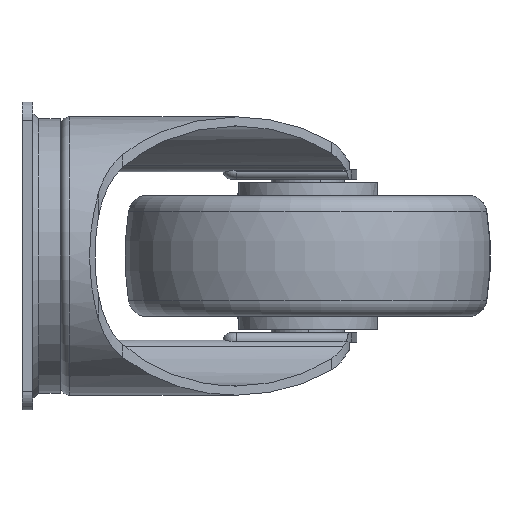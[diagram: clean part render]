
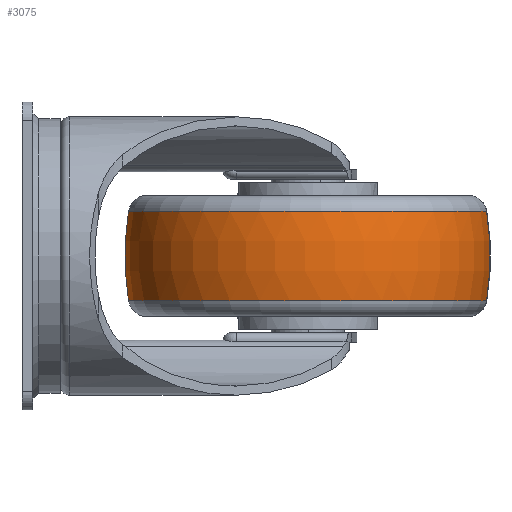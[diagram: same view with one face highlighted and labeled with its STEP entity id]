
A CAD part, left-side view. The second image highlights one B-rep face of the part: STEP entity #3075.
In plain terms, the highlighted toroidal (fillet/blend) face has major radius 30 mm and minor radius 80 mm.
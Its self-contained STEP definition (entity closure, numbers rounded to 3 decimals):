
#67 = VERTEX_POINT ( 'NONE', #1203 ) ;
#853 = AXIS2_PLACEMENT_3D ( 'NONE', #2055, #7102, #9372 ) ;
#1203 = CARTESIAN_POINT ( 'NONE',  ( 35.71, -126.821, 12.255 ) ) ;
#1533 = ORIENTED_EDGE ( 'NONE', *, *, #8390, .T. ) ;
#1881 = AXIS2_PLACEMENT_3D ( 'NONE', #3669, #13467, #15824 ) ;
#2055 = CARTESIAN_POINT ( 'NONE',  ( 37.571, -107.857, 0. ) ) ;
#2252 = CARTESIAN_POINT ( 'NONE',  ( 40.5, -78., -12.255 ) ) ;
#2369 = AXIS2_PLACEMENT_3D ( 'NONE', #14226, #6892, #15462 ) ;
#2687 = CIRCLE ( 'NONE', #853, 80. ) ;
#2958 = DIRECTION ( 'NONE',  ( -0.995, 0.098, 0. ) ) ;
#3024 = ORIENTED_EDGE ( 'NONE', *, *, #7050, .F. ) ;
#3075 = ADVANCED_FACE ( 'NONE', ( #12891 ), #13451, .T. ) ;
#3669 = CARTESIAN_POINT ( 'NONE',  ( 40.5, -78., 12.255 ) ) ;
#3716 = VERTEX_POINT ( 'NONE', #8095 ) ;
#3894 = CIRCLE ( 'NONE', #8985, 80. ) ;
#6611 = VERTEX_POINT ( 'NONE', #9858 ) ;
#6892 = DIRECTION ( 'NONE',  ( 0., 0., 1. ) ) ;
#7050 = EDGE_CURVE ( 'NONE', #3716, #67, #13351, .T. ) ;
#7102 = DIRECTION ( 'NONE',  ( 0.995, -0.098, 0. ) ) ;
#7615 = EDGE_CURVE ( 'NONE', #13600, #6611, #15059, .T. ) ;
#8095 = CARTESIAN_POINT ( 'NONE',  ( 45.29, -29.179, 12.255 ) ) ;
#8161 = ORIENTED_EDGE ( 'NONE', *, *, #15700, .F. ) ;
#8390 = EDGE_CURVE ( 'NONE', #6611, #67, #3894, .T. ) ;
#8411 = DIRECTION ( 'NONE',  ( 0., 0., 1. ) ) ;
#8573 = EDGE_LOOP ( 'NONE', ( #8161, #9315, #1533, #3024 ) ) ;
#8985 = AXIS2_PLACEMENT_3D ( 'NONE', #10245, #2958, #9145 ) ;
#9145 = DIRECTION ( 'NONE',  ( -0.098, -0.995, 0. ) ) ;
#9315 = ORIENTED_EDGE ( 'NONE', *, *, #7615, .T. ) ;
#9372 = DIRECTION ( 'NONE',  ( 0.098, 0.995, 0. ) ) ;
#9858 = CARTESIAN_POINT ( 'NONE',  ( 35.71, -126.821, -12.255 ) ) ;
#10245 = CARTESIAN_POINT ( 'NONE',  ( 43.429, -48.143, 0. ) ) ;
#11884 = CARTESIAN_POINT ( 'NONE',  ( 45.29, -29.179, -12.255 ) ) ;
#12891 = FACE_OUTER_BOUND ( 'NONE', #8573, .T. ) ;
#13351 = CIRCLE ( 'NONE', #1881, 49.056 ) ;
#13451 = TOROIDAL_SURFACE ( 'NONE', #2369, -30., 80. ) ;
#13467 = DIRECTION ( 'NONE',  ( 0., 0., 1. ) ) ;
#13600 = VERTEX_POINT ( 'NONE', #11884 ) ;
#13888 = AXIS2_PLACEMENT_3D ( 'NONE', #2252, #8411, #14592 ) ;
#14226 = CARTESIAN_POINT ( 'NONE',  ( 40.5, -78., 0. ) ) ;
#14592 = DIRECTION ( 'NONE',  ( -0.098, -0.995, 0. ) ) ;
#15059 = CIRCLE ( 'NONE', #13888, 49.056 ) ;
#15462 = DIRECTION ( 'NONE',  ( -0.098, -0.995, 0. ) ) ;
#15700 = EDGE_CURVE ( 'NONE', #13600, #3716, #2687, .T. ) ;
#15824 = DIRECTION ( 'NONE',  ( -0.098, -0.995, 0. ) ) ;
